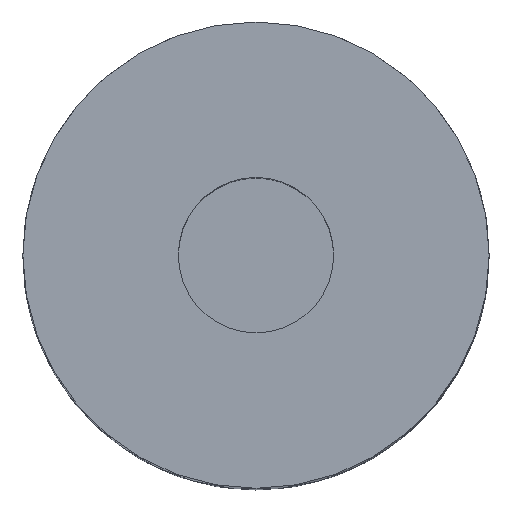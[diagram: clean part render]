
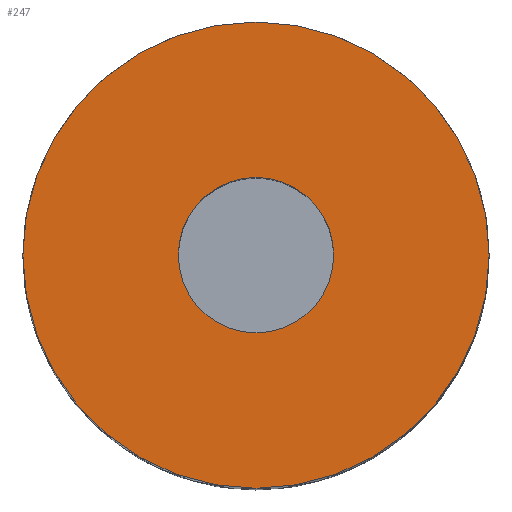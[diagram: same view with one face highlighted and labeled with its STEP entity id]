
A CAD part, top view. The second image highlights one B-rep face of the part: STEP entity #247.
In plain terms, the highlighted planar face has unit normal (0, 0, 1).
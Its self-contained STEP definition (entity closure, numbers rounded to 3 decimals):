
#6 = CARTESIAN_POINT ( 'NONE',  ( 12., 0., 50. ) ) ;
#17 = FACE_OUTER_BOUND ( 'NONE', #504, .T. ) ;
#23 = DIRECTION ( 'NONE',  ( 0., 0., 1. ) ) ;
#57 = EDGE_CURVE ( 'NONE', #361, #548, #59, .T. ) ;
#59 = CIRCLE ( 'NONE', #397, 12. ) ;
#79 = CARTESIAN_POINT ( 'NONE',  ( 0., 0., 50. ) ) ;
#94 = CARTESIAN_POINT ( 'NONE',  ( -4., 0., 50. ) ) ;
#111 = DIRECTION ( 'NONE',  ( 1., 0., 0. ) ) ;
#173 = EDGE_LOOP ( 'NONE', ( #661, #740 ) ) ;
#176 = AXIS2_PLACEMENT_3D ( 'NONE', #625, #412, #111 ) ;
#214 = CARTESIAN_POINT ( 'NONE',  ( 4., 0., 50. ) ) ;
#237 = VERTEX_POINT ( 'NONE', #94 ) ;
#247 = ADVANCED_FACE ( 'NONE', ( #382, #17 ), #878, .F. ) ;
#355 = CIRCLE ( 'NONE', #679, 12. ) ;
#361 = VERTEX_POINT ( 'NONE', #707 ) ;
#379 = AXIS2_PLACEMENT_3D ( 'NONE', #690, #388, #887 ) ;
#382 = FACE_BOUND ( 'NONE', #173, .T. ) ;
#388 = DIRECTION ( 'NONE',  ( 0., 0., -1. ) ) ;
#397 = AXIS2_PLACEMENT_3D ( 'NONE', #79, #666, #607 ) ;
#412 = DIRECTION ( 'NONE',  ( 0., 0., 1. ) ) ;
#425 = ORIENTED_EDGE ( 'NONE', *, *, #57, .T. ) ;
#432 = DIRECTION ( 'NONE',  ( 0., 0., 1. ) ) ;
#435 = CARTESIAN_POINT ( 'NONE',  ( 0., 0., 50. ) ) ;
#440 = DIRECTION ( 'NONE',  ( 1., 0., 0. ) ) ;
#444 = EDGE_CURVE ( 'NONE', #237, #501, #915, .T. ) ;
#447 = ORIENTED_EDGE ( 'NONE', *, *, #708, .T. ) ;
#501 = VERTEX_POINT ( 'NONE', #214 ) ;
#504 = EDGE_LOOP ( 'NONE', ( #447, #425 ) ) ;
#536 = CARTESIAN_POINT ( 'NONE',  ( 0., 0., 50. ) ) ;
#543 = DIRECTION ( 'NONE',  ( 1., 0., 0. ) ) ;
#548 = VERTEX_POINT ( 'NONE', #6 ) ;
#607 = DIRECTION ( 'NONE',  ( 1., 0., 0. ) ) ;
#625 = CARTESIAN_POINT ( 'NONE',  ( 0., 0., 50. ) ) ;
#661 = ORIENTED_EDGE ( 'NONE', *, *, #884, .F. ) ;
#666 = DIRECTION ( 'NONE',  ( 0., 0., 1. ) ) ;
#679 = AXIS2_PLACEMENT_3D ( 'NONE', #536, #23, #543 ) ;
#690 = CARTESIAN_POINT ( 'NONE',  ( 12., 0., 50. ) ) ;
#707 = CARTESIAN_POINT ( 'NONE',  ( -12., 0., 50. ) ) ;
#708 = EDGE_CURVE ( 'NONE', #548, #361, #355, .T. ) ;
#740 = ORIENTED_EDGE ( 'NONE', *, *, #444, .F. ) ;
#782 = CIRCLE ( 'NONE', #176, 4. ) ;
#874 = AXIS2_PLACEMENT_3D ( 'NONE', #435, #432, #440 ) ;
#878 = PLANE ( 'NONE',  #379 ) ;
#884 = EDGE_CURVE ( 'NONE', #501, #237, #782, .T. ) ;
#887 = DIRECTION ( 'NONE',  ( -1., 0., 0. ) ) ;
#915 = CIRCLE ( 'NONE', #874, 4. ) ;
